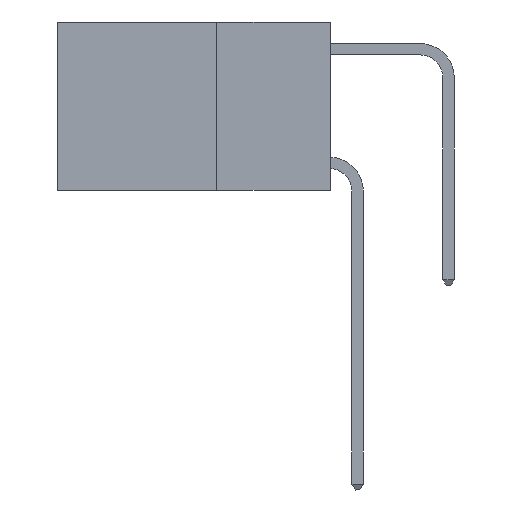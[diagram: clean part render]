
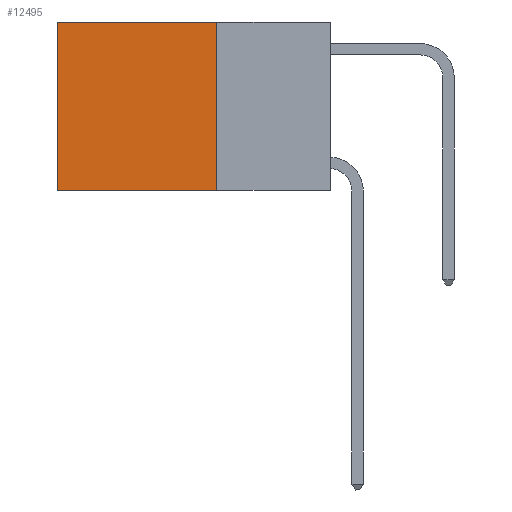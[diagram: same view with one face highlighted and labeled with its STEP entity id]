
A CAD part, left-side view. The second image highlights one B-rep face of the part: STEP entity #12495.
In plain terms, the highlighted planar face has unit normal (-1, 0, 0).
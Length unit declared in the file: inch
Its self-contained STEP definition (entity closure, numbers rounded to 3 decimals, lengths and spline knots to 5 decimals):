
#385 = LINE ( 'NONE', #9396, #9989 ) ;
#818 = LINE ( 'NONE', #7137, #4236 ) ;
#1881 = ORIENTED_EDGE ( 'NONE', *, *, #6552, .F. ) ;
#1897 = LINE ( 'NONE', #5131, #8083 ) ;
#2175 = DIRECTION ( 'NONE',  ( 1., 0., 0. ) ) ;
#2588 = EDGE_CURVE ( 'NONE', #11162, #12079, #1897, .T. ) ;
#3207 = PLANE ( 'NONE',  #4546 ) ;
#3344 = DIRECTION ( 'NONE',  ( 0., 0., -1. ) ) ;
#3410 = VECTOR ( 'NONE', #7622, 39.37008 ) ;
#4236 = VECTOR ( 'NONE', #4912, 39.37008 ) ;
#4261 = ORIENTED_EDGE ( 'NONE', *, *, #5443, .T. ) ;
#4546 = AXIS2_PLACEMENT_3D ( 'NONE', #12010, #2175, #3344 ) ;
#4912 = DIRECTION ( 'NONE',  ( 0., 1., 0. ) ) ;
#5131 = CARTESIAN_POINT ( 'NONE',  ( 0.2625, 0.25, 0. ) ) ;
#5443 = EDGE_CURVE ( 'NONE', #12079, #9462, #385, .T. ) ;
#5498 = ORIENTED_EDGE ( 'NONE', *, *, #11196, .F. ) ;
#6301 = ORIENTED_EDGE ( 'NONE', *, *, #2588, .T. ) ;
#6392 = CARTESIAN_POINT ( 'NONE',  ( 0.2625, 0.6, 0. ) ) ;
#6528 = DIRECTION ( 'NONE',  ( 0., 0., -1. ) ) ;
#6552 = EDGE_CURVE ( 'NONE', #8139, #9462, #818, .T. ) ;
#6632 = EDGE_LOOP ( 'NONE', ( #4261, #1881, #5498, #6301 ) ) ;
#6789 = CARTESIAN_POINT ( 'NONE',  ( 0.2625, 0.25, 0. ) ) ;
#7137 = CARTESIAN_POINT ( 'NONE',  ( 0.2625, 0.25, -0.37 ) ) ;
#7622 = DIRECTION ( 'NONE',  ( 0., 0., -1. ) ) ;
#7870 = CARTESIAN_POINT ( 'NONE',  ( 0.2625, 0.25, 0. ) ) ;
#8083 = VECTOR ( 'NONE', #8780, 39.37008 ) ;
#8139 = VERTEX_POINT ( 'NONE', #9009 ) ;
#8768 = LINE ( 'NONE', #7870, #3410 ) ;
#8780 = DIRECTION ( 'NONE',  ( 0., 1., 0. ) ) ;
#9009 = CARTESIAN_POINT ( 'NONE',  ( 0.2625, 0.25, -0.37 ) ) ;
#9123 = FACE_OUTER_BOUND ( 'NONE', #6632, .T. ) ;
#9396 = CARTESIAN_POINT ( 'NONE',  ( 0.2625, 0.6, 0. ) ) ;
#9462 = VERTEX_POINT ( 'NONE', #9845 ) ;
#9845 = CARTESIAN_POINT ( 'NONE',  ( 0.2625, 0.6, -0.37 ) ) ;
#9989 = VECTOR ( 'NONE', #6528, 39.37008 ) ;
#11162 = VERTEX_POINT ( 'NONE', #6789 ) ;
#11196 = EDGE_CURVE ( 'NONE', #11162, #8139, #8768, .T. ) ;
#12010 = CARTESIAN_POINT ( 'NONE',  ( 0.2625, 0.25, 0. ) ) ;
#12079 = VERTEX_POINT ( 'NONE', #6392 ) ;
#12495 = ADVANCED_FACE ( 'NONE', ( #9123 ), #3207, .F. ) ;
